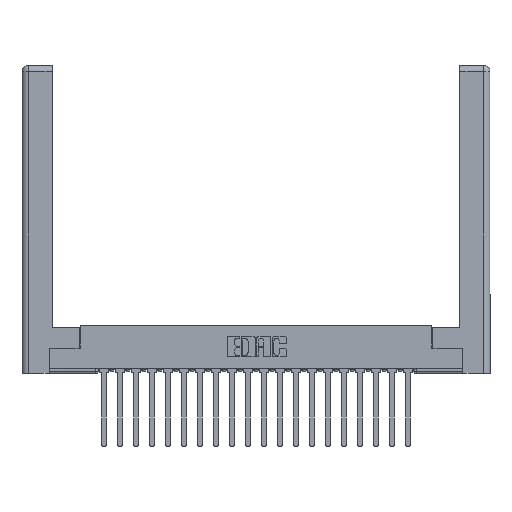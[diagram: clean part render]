
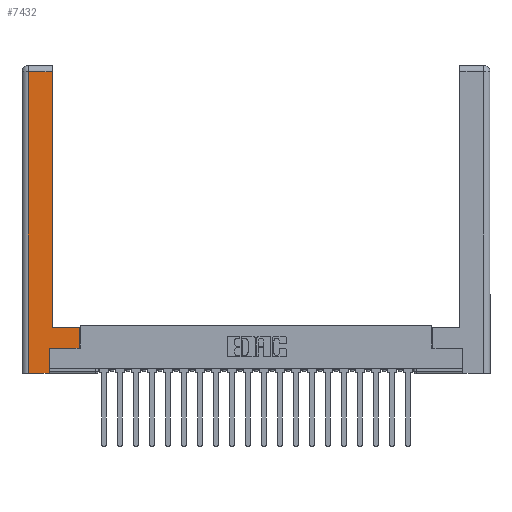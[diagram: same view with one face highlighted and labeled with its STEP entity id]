
A CAD part, top view. The second image highlights one B-rep face of the part: STEP entity #7432.
In plain terms, the highlighted planar face has unit normal (0, 0, 1).
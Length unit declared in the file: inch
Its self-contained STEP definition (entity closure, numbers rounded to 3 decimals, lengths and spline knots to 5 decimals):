
#112 = EDGE_CURVE ( 'NONE', #16935, #1939, #8252, .T. ) ;
#461 = LINE ( 'NONE', #21819, #5464 ) ;
#794 = EDGE_CURVE ( 'NONE', #7478, #20217, #17757, .T. ) ;
#915 = AXIS2_PLACEMENT_3D ( 'NONE', #2551, #18007, #16291 ) ;
#982 = VECTOR ( 'NONE', #21983, 39.37008 ) ;
#1939 = VERTEX_POINT ( 'NONE', #22201 ) ;
#2089 = ORIENTED_EDGE ( 'NONE', *, *, #7319, .T. ) ;
#2551 = CARTESIAN_POINT ( 'NONE',  ( 0., 0., 0. ) ) ;
#2963 = VERTEX_POINT ( 'NONE', #15728 ) ;
#3983 = EDGE_CURVE ( 'NONE', #20217, #4834, #461, .T. ) ;
#4060 = EDGE_LOOP ( 'NONE', ( #2089, #15716, #19177, #7470, #8390, #15271, #5022, #11664 ) ) ;
#4527 = VECTOR ( 'NONE', #10864, 39.37008 ) ;
#4589 = PLANE ( 'NONE',  #915 ) ;
#4798 = CARTESIAN_POINT ( 'NONE',  ( 0.565, 0.45, 0. ) ) ;
#4834 = VERTEX_POINT ( 'NONE', #4798 ) ;
#5022 = ORIENTED_EDGE ( 'NONE', *, *, #3983, .T. ) ;
#5464 = VECTOR ( 'NONE', #21706, 39.37008 ) ;
#5621 = DIRECTION ( 'NONE',  ( 0., 1., 0. ) ) ;
#5695 = DIRECTION ( 'NONE',  ( -1., 0., 0. ) ) ;
#6559 = CARTESIAN_POINT ( 'NONE',  ( 0.0615, 0., 0. ) ) ;
#6768 = CARTESIAN_POINT ( 'NONE',  ( 0.265, 0., 0. ) ) ;
#7319 = EDGE_CURVE ( 'NONE', #12522, #2963, #19372, .T. ) ;
#7332 = LINE ( 'NONE', #21177, #15879 ) ;
#7432 = ADVANCED_FACE ( 'NONE', ( #16627 ), #4589, .F. ) ;
#7470 = ORIENTED_EDGE ( 'NONE', *, *, #112, .T. ) ;
#7478 = VERTEX_POINT ( 'NONE', #16391 ) ;
#8252 = LINE ( 'NONE', #6768, #13411 ) ;
#8390 = ORIENTED_EDGE ( 'NONE', *, *, #19068, .T. ) ;
#10864 = DIRECTION ( 'NONE',  ( 0., 1., 0. ) ) ;
#11664 = ORIENTED_EDGE ( 'NONE', *, *, #21165, .T. ) ;
#12024 = CARTESIAN_POINT ( 'NONE',  ( 0.295, 0.45, 0. ) ) ;
#12327 = EDGE_CURVE ( 'NONE', #15887, #16935, #20897, .T. ) ;
#12522 = VERTEX_POINT ( 'NONE', #12024 ) ;
#12527 = CARTESIAN_POINT ( 'NONE',  ( 0.565, 0.245, 0. ) ) ;
#13411 = VECTOR ( 'NONE', #20736, 39.37008 ) ;
#14295 = CARTESIAN_POINT ( 'NONE',  ( 0.0615, 0., 0. ) ) ;
#14428 = EDGE_CURVE ( 'NONE', #2963, #15887, #15029, .T. ) ;
#14451 = DIRECTION ( 'NONE',  ( 1., 0., 0. ) ) ;
#15029 = LINE ( 'NONE', #20052, #982 ) ;
#15271 = ORIENTED_EDGE ( 'NONE', *, *, #794, .T. ) ;
#15716 = ORIENTED_EDGE ( 'NONE', *, *, #14428, .T. ) ;
#15728 = CARTESIAN_POINT ( 'NONE',  ( 0.295, 2.94, 0. ) ) ;
#15879 = VECTOR ( 'NONE', #5621, 39.37008 ) ;
#15887 = VERTEX_POINT ( 'NONE', #21501 ) ;
#16063 = CARTESIAN_POINT ( 'NONE',  ( 0.295, 3., 0. ) ) ;
#16066 = CARTESIAN_POINT ( 'NONE',  ( 0.565, 0.245, 0. ) ) ;
#16291 = DIRECTION ( 'NONE',  ( -1., 0., 0. ) ) ;
#16391 = CARTESIAN_POINT ( 'NONE',  ( 0.265, 0.245, 0. ) ) ;
#16443 = VECTOR ( 'NONE', #14451, 39.37008 ) ;
#16627 = FACE_OUTER_BOUND ( 'NONE', #4060, .T. ) ;
#16935 = VERTEX_POINT ( 'NONE', #6559 ) ;
#17152 = VECTOR ( 'NONE', #21006, 39.37008 ) ;
#17495 = LINE ( 'NONE', #19321, #20544 ) ;
#17757 = LINE ( 'NONE', #12527, #16443 ) ;
#18007 = DIRECTION ( 'NONE',  ( 0., 0., -1. ) ) ;
#19068 = EDGE_CURVE ( 'NONE', #1939, #7478, #7332, .T. ) ;
#19177 = ORIENTED_EDGE ( 'NONE', *, *, #12327, .T. ) ;
#19321 = CARTESIAN_POINT ( 'NONE',  ( 0.295, 0.45, 0. ) ) ;
#19372 = LINE ( 'NONE', #16063, #4527 ) ;
#20052 = CARTESIAN_POINT ( 'NONE',  ( 0.0615, 2.94, 0. ) ) ;
#20217 = VERTEX_POINT ( 'NONE', #16066 ) ;
#20544 = VECTOR ( 'NONE', #5695, 39.37008 ) ;
#20736 = DIRECTION ( 'NONE',  ( 1., 0., 0. ) ) ;
#20897 = LINE ( 'NONE', #14295, #17152 ) ;
#21006 = DIRECTION ( 'NONE',  ( 0., -1., 0. ) ) ;
#21165 = EDGE_CURVE ( 'NONE', #4834, #12522, #17495, .T. ) ;
#21177 = CARTESIAN_POINT ( 'NONE',  ( 0.265, 0.245, 0. ) ) ;
#21501 = CARTESIAN_POINT ( 'NONE',  ( 0.0615, 2.94, 0. ) ) ;
#21706 = DIRECTION ( 'NONE',  ( 0., 1., 0. ) ) ;
#21819 = CARTESIAN_POINT ( 'NONE',  ( 0.565, 0.45, 0. ) ) ;
#21983 = DIRECTION ( 'NONE',  ( -1., 0., 0. ) ) ;
#22201 = CARTESIAN_POINT ( 'NONE',  ( 0.265, 0., 0. ) ) ;
